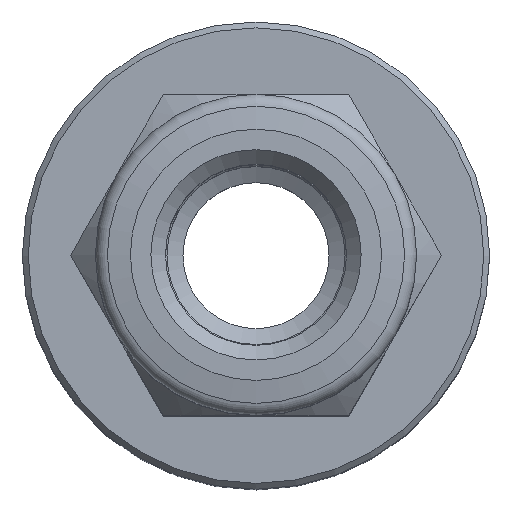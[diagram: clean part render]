
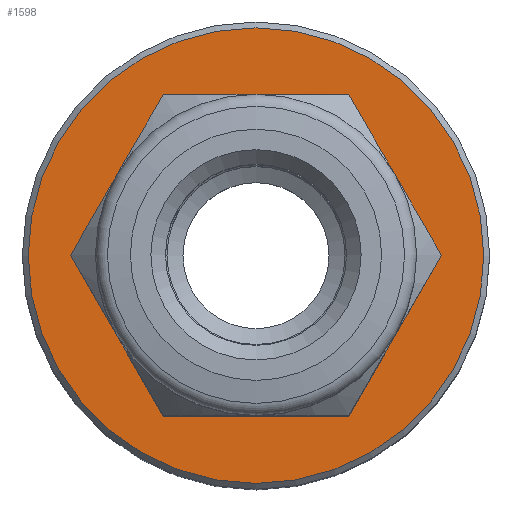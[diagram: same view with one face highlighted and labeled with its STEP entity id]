
A CAD part, top view. The second image highlights one B-rep face of the part: STEP entity #1598.
In plain terms, the highlighted face is planar.
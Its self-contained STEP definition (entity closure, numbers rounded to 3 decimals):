
#22=VECTOR('',#1191,1.);
#23=VECTOR('',#1192,1.);
#24=VECTOR('',#1193,1.);
#25=VECTOR('',#1194,1.);
#26=VECTOR('',#1195,1.);
#27=VECTOR('',#1196,1.);
#34=LINE('',#1376,#22);
#35=LINE('',#1378,#23);
#36=LINE('',#1380,#24);
#37=LINE('',#1382,#25);
#38=LINE('',#1384,#26);
#39=LINE('',#1385,#27);
#680=PLANE('',#1511);
#739=ORIENTED_EDGE('',*,*,#927,.T.);
#740=ORIENTED_EDGE('',*,*,#928,.F.);
#741=ORIENTED_EDGE('',*,*,#929,.F.);
#742=ORIENTED_EDGE('',*,*,#930,.F.);
#743=ORIENTED_EDGE('',*,*,#931,.F.);
#744=ORIENTED_EDGE('',*,*,#932,.F.);
#745=ORIENTED_EDGE('',*,*,#933,.F.);
#843=CIRCLE('',#1510,7.8);
#879=VERTEX_POINT('',#1371);
#880=VERTEX_POINT('',#1374);
#881=VERTEX_POINT('',#1375);
#882=VERTEX_POINT('',#1377);
#883=VERTEX_POINT('',#1379);
#884=VERTEX_POINT('',#1381);
#885=VERTEX_POINT('',#1383);
#927=EDGE_CURVE('',#879,#879,#843,.T.);
#928=EDGE_CURVE('',#880,#881,#34,.T.);
#929=EDGE_CURVE('',#882,#880,#35,.T.);
#930=EDGE_CURVE('',#883,#882,#36,.T.);
#931=EDGE_CURVE('',#884,#883,#37,.T.);
#932=EDGE_CURVE('',#885,#884,#38,.T.);
#933=EDGE_CURVE('',#881,#885,#39,.T.);
#1003=EDGE_LOOP('',(#739));
#1004=EDGE_LOOP('',(#740,#741,#742,#743,#744,#745));
#1077=FACE_BOUND('',#1003,.T.);
#1078=FACE_BOUND('',#1004,.T.);
#1187=DIRECTION('',(0.,1.,0.));
#1188=DIRECTION('',(0.,0.,-7.8));
#1189=DIRECTION('',(0.,1.,0.));
#1190=DIRECTION('',(1.,0.,0.));
#1191=DIRECTION('',(6.351,0.,0.));
#1192=DIRECTION('',(3.175,0.,5.5));
#1193=DIRECTION('',(-3.175,0.,5.5));
#1194=DIRECTION('',(-6.351,0.,0.));
#1195=DIRECTION('',(-3.175,0.,-5.5));
#1196=DIRECTION('',(3.175,0.,-5.5));
#1371=CARTESIAN_POINT('',(10.759,18.822,-7.8));
#1372=CARTESIAN_POINT('',(10.759,18.822,0.));
#1373=CARTESIAN_POINT('',(10.759,18.822,-7.8));
#1374=CARTESIAN_POINT('',(7.584,18.822,5.5));
#1375=CARTESIAN_POINT('',(13.934,18.822,5.5));
#1376=CARTESIAN_POINT('',(7.584,18.822,5.5));
#1377=CARTESIAN_POINT('',(4.408,18.822,0.));
#1378=CARTESIAN_POINT('',(4.408,18.822,0.));
#1379=CARTESIAN_POINT('',(7.584,18.822,-5.5));
#1380=CARTESIAN_POINT('',(7.584,18.822,-5.5));
#1381=CARTESIAN_POINT('',(13.934,18.822,-5.5));
#1382=CARTESIAN_POINT('',(13.934,18.822,-5.5));
#1383=CARTESIAN_POINT('',(17.11,18.822,0.));
#1384=CARTESIAN_POINT('',(17.11,18.822,0.));
#1385=CARTESIAN_POINT('',(13.934,18.822,5.5));
#1510=AXIS2_PLACEMENT_3D('',#1372,#1187,#1188);
#1511=AXIS2_PLACEMENT_3D('',#1373,#1189,#1190);
#1598=ADVANCED_FACE('',(#1077,#1078),#680,.T.);
